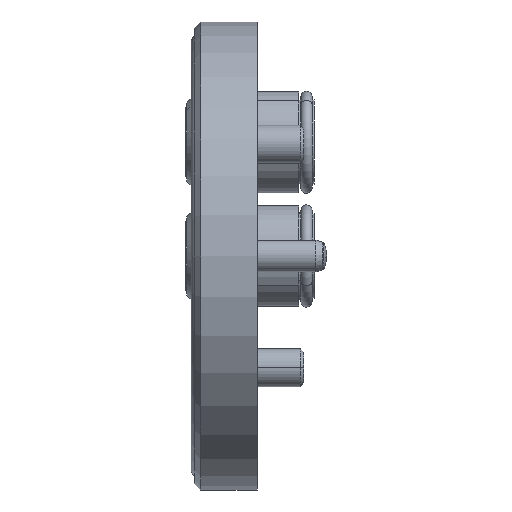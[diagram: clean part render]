
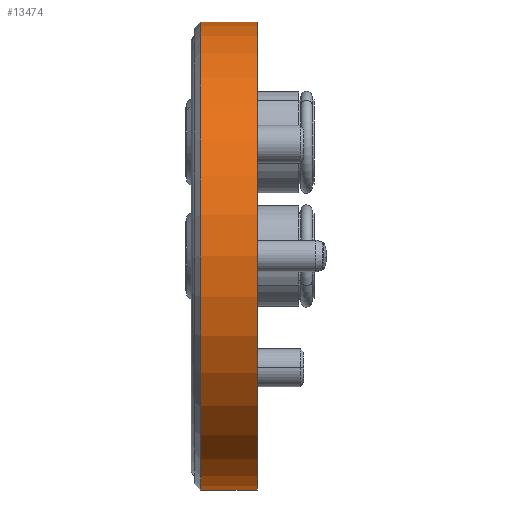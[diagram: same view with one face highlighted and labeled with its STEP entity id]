
A CAD part, left-side view. The second image highlights one B-rep face of the part: STEP entity #13474.
In plain terms, the highlighted cylindrical face has radius 37 mm (diameter 74 mm), a partial arc.
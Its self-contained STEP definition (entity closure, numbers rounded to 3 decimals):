
#254 = LINE ( 'NONE', #4660, #5917 ) ;
#579 = EDGE_LOOP ( 'NONE', ( #11694, #3019, #6634, #14375 ) ) ;
#620 = CARTESIAN_POINT ( 'NONE',  ( 0., 8.9, 37. ) ) ;
#918 = DIRECTION ( 'NONE',  ( 0., -1., 0. ) ) ;
#1121 = VERTEX_POINT ( 'NONE', #6010 ) ;
#1123 = AXIS2_PLACEMENT_3D ( 'NONE', #7686, #918, #8817 ) ;
#1427 = AXIS2_PLACEMENT_3D ( 'NONE', #6667, #14510, #7794 ) ;
#2387 = AXIS2_PLACEMENT_3D ( 'NONE', #5876, #9206, #13710 ) ;
#2554 = CARTESIAN_POINT ( 'NONE',  ( 0., 0., 37. ) ) ;
#2670 = CIRCLE ( 'NONE', #1427, 37. ) ;
#3019 = ORIENTED_EDGE ( 'NONE', *, *, #6820, .T. ) ;
#3072 = CYLINDRICAL_SURFACE ( 'NONE', #2387, 37. ) ;
#3470 = CARTESIAN_POINT ( 'NONE',  ( 0., 8.9, -37. ) ) ;
#3779 = CIRCLE ( 'NONE', #1123, 37. ) ;
#4216 = VECTOR ( 'NONE', #6921, 1000. ) ;
#4612 = DIRECTION ( 'NONE',  ( 0., -1., 0. ) ) ;
#4660 = CARTESIAN_POINT ( 'NONE',  ( 0., 0., 37. ) ) ;
#5876 = CARTESIAN_POINT ( 'NONE',  ( 0., 0., 0. ) ) ;
#5917 = VECTOR ( 'NONE', #4612, 1000. ) ;
#6010 = CARTESIAN_POINT ( 'NONE',  ( 0., 0., -37. ) ) ;
#6634 = ORIENTED_EDGE ( 'NONE', *, *, #11351, .T. ) ;
#6667 = CARTESIAN_POINT ( 'NONE',  ( 0., 0., 0. ) ) ;
#6820 = EDGE_CURVE ( 'NONE', #9938, #9244, #3779, .T. ) ;
#6921 = DIRECTION ( 'NONE',  ( 0., -1., 0. ) ) ;
#7153 = VERTEX_POINT ( 'NONE', #2554 ) ;
#7174 = FACE_OUTER_BOUND ( 'NONE', #579, .T. ) ;
#7686 = CARTESIAN_POINT ( 'NONE',  ( 0., 8.9, 0. ) ) ;
#7747 = EDGE_CURVE ( 'NONE', #7153, #1121, #2670, .T. ) ;
#7794 = DIRECTION ( 'NONE',  ( 0., 0., -1. ) ) ;
#8817 = DIRECTION ( 'NONE',  ( 0., 0., -1. ) ) ;
#9206 = DIRECTION ( 'NONE',  ( 0., -1., 0. ) ) ;
#9244 = VERTEX_POINT ( 'NONE', #3470 ) ;
#9284 = EDGE_CURVE ( 'NONE', #9938, #7153, #254, .T. ) ;
#9938 = VERTEX_POINT ( 'NONE', #620 ) ;
#10219 = LINE ( 'NONE', #13718, #4216 ) ;
#11351 = EDGE_CURVE ( 'NONE', #9244, #1121, #10219, .T. ) ;
#11694 = ORIENTED_EDGE ( 'NONE', *, *, #9284, .F. ) ;
#13474 = ADVANCED_FACE ( 'NONE', ( #7174 ), #3072, .T. ) ;
#13710 = DIRECTION ( 'NONE',  ( 0., 0., -1. ) ) ;
#13718 = CARTESIAN_POINT ( 'NONE',  ( 0., 0., -37. ) ) ;
#14375 = ORIENTED_EDGE ( 'NONE', *, *, #7747, .F. ) ;
#14510 = DIRECTION ( 'NONE',  ( 0., -1., 0. ) ) ;
